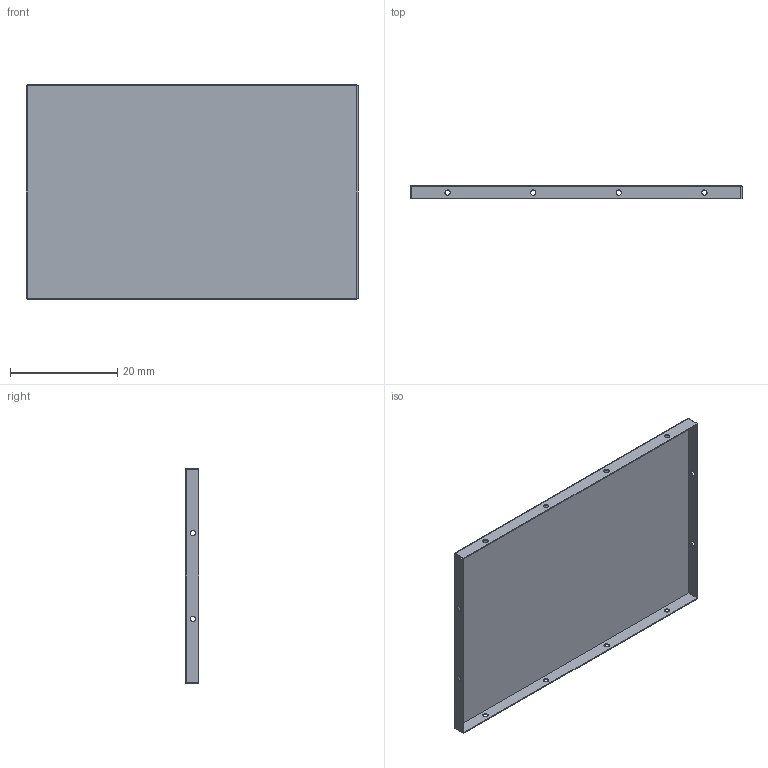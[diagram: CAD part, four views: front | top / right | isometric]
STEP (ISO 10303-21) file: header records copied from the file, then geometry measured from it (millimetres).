
FILE_DESCRIPTION((''),'2;1');
FILE_NAME('SHIELDING-COVER-EAP1024A','2016-07-19T',('yvonne_chao'),(''),'PRO/ENGINEER BY PARAMETRIC TECHNOLOGY CORPORATION, 2012480','PRO/ENGINEER BY PARAMETRIC TECHNOLOGY CORPORATION, 2012480','');
FILE_SCHEMA(('AUTOMOTIVE_DESIGN { 1 0 10303 214 1 1 1 1 }'));
Length unit declared in the file: millimetre
Products named in the file (1): SHIELDING-COVER-EAP1024A
Bounding box: 62.04 x 2.5 x 40.1 mm (x, y, z)
Volume: 587.1 mm3; surface area: 5923.4 mm2
Topology: 1 solids, 1 shells, 58 faces, 136 edges, 80 vertices
Faces by surface type: plane 30, cylinder 28
Entity records: 1954 total; most frequent: DIRECTION 308, CARTESIAN_POINT 276, ORIENTED_EDGE 272, EDGE_CURVE 136, AXIS2_PLACEMENT_3D 114, EDGE_LOOP 82, VECTOR 80, LINE 80
